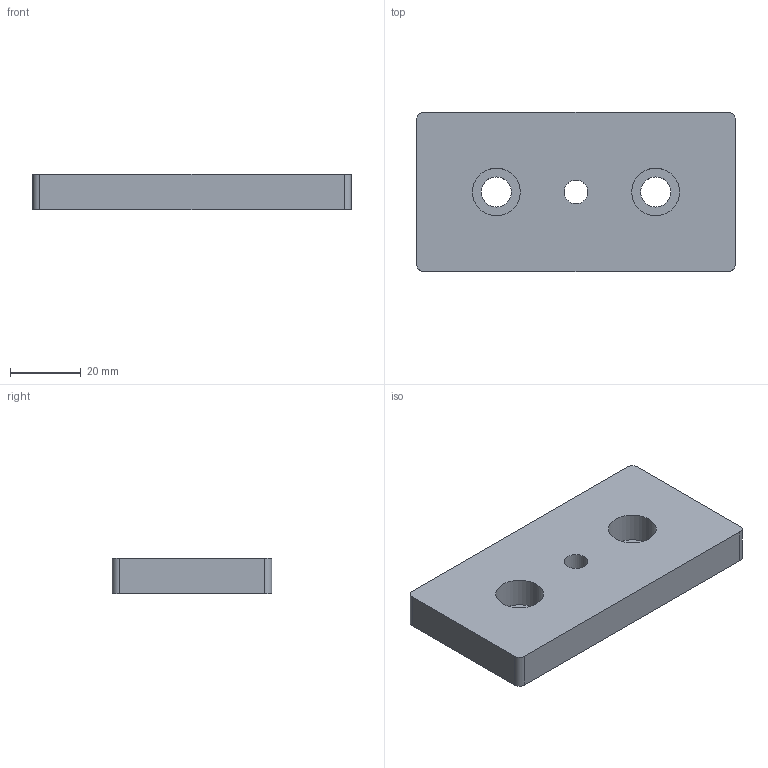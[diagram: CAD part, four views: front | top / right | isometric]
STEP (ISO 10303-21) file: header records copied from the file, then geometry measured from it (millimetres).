
FILE_DESCRIPTION(/* description */ ('PIASTRA 45x90 SP.10 ALL. '),/* implementation_level */ '2;1');
FILE_NAME(/* name */ 'DPSXX0001722.stp',/* time_stamp */ '2019-07-25T09:54:22+02:00',/* author */ ('fzagni'),/* organization */ (''),/* preprocessor_version */ 'ST-DEVELOPER v17.2',/* originating_system */ 'Autodesk Inventor 2019',/* authorisation */ '');
FILE_SCHEMA (('AUTOMOTIVE_DESIGN { 1 0 10303 214 3 1 1 }'));
Length unit declared in the file: millimetre
Products named in the file (1): DPSXX0001722
Bounding box: 90 x 45 x 10 mm (x, y, z)
Volume: 37515.1 mm3; surface area: 11472.3 mm2
Topology: 1 solids, 1 shells, 17 faces, 46 edges, 33 vertices
Faces by surface type: cylinder 9, plane 8
Full cylindrical faces by diameter (mm): 6.647 x1, 8.5 x2, 13.5 x2
Entity records: 624 total; most frequent: DIRECTION 107, CARTESIAN_POINT 97, ORIENTED_EDGE 92, EDGE_CURVE 46, AXIS2_PLACEMENT_3D 43, VERTEX_POINT 33, EDGE_LOOP 25, CIRCLE 25
